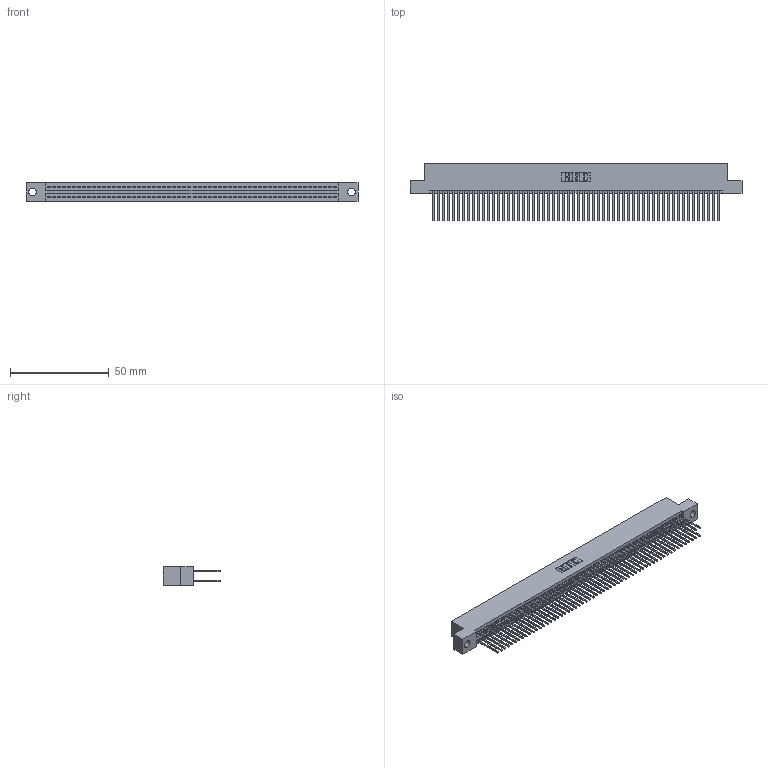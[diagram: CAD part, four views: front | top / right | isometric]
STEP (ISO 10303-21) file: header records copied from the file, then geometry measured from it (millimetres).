
FILE_DESCRIPTION (( 'STEP AP203' ), '1' );
FILE_NAME ('345-116-540-204.STEP', '2021-05-25T15:37:20', ( '' ), ( '' ), 'SwSTEP 2.0', 'SolidWorks 2020', '' );
FILE_SCHEMA (( 'CONFIG_CONTROL_DESIGN' ));
Length unit declared in the file: inch
Products named in the file (3): 345-292-001_345-293-140; 345 Part_Flush Mounting Lugs - 0.156 Dia-TI; 345-116-540-204
Assembly tree (117 placements, depth 2):
  345-116-540-204
    345 Part_Flush Mounting Lugs - 0.156 Dia-TI
    345-292-001_345-293-140  x116
Bounding box: 168.53 x 29.13 x 9.4 mm (x, y, z)
Volume: 16853.4 mm3; surface area: 27113.8 mm2
Topology: 117 solids, 117 shells, 5940 faces, 17661 edges, 11618 vertices
Faces by surface type: plane 3922, cylinder 2018
Entity records: 43791 total; most frequent: CARTESIAN_POINT 7330, ORIENTED_EDGE 7262, DIRECTION 6443, EDGE_CURVE 3631, VECTOR 3267, LINE 3267, VERTEX_POINT 2418, AXIS2_PLACEMENT_3D 1588
